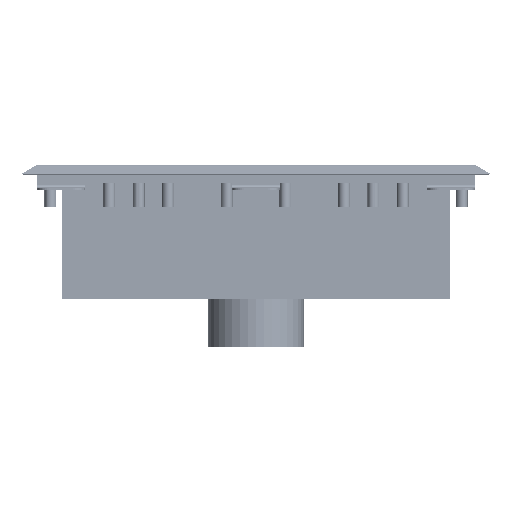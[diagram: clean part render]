
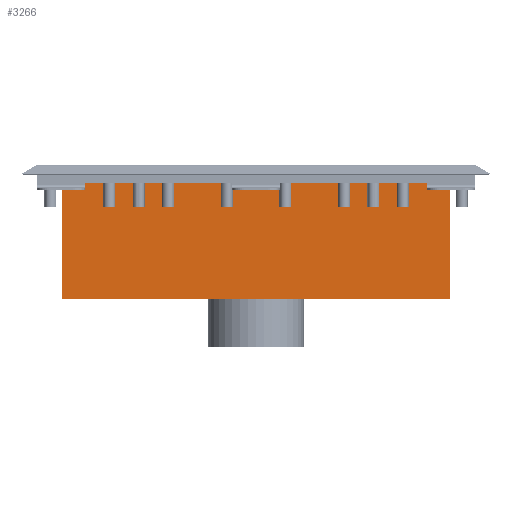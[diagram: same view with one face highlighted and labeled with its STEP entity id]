
A CAD part, front view. The second image highlights one B-rep face of the part: STEP entity #3266.
In plain terms, the highlighted planar face has unit normal (0, -1, 0).
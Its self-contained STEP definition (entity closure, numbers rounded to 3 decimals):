
#3266=ADVANCED_FACE('',(#18607),#18609,.T.);
#18607=FACE_BOUND('',#18608,.T.);
#18608=EDGE_LOOP('',(#88081,#88082,#88083,#88084));
#18609=PLANE('',#18610);
#18610=AXIS2_PLACEMENT_3D('',#18611,#18612,#18613);
#18611=CARTESIAN_POINT('',(160.5,-161.7,-3.));
#18612=DIRECTION('',(0.,-1.,0.));
#18613=DIRECTION('',(-1.,0.,0.));
#88081=ORIENTED_EDGE('',*,*,#115998,.T.);
#88082=ORIENTED_EDGE('',*,*,#116002,.T.);
#88083=ORIENTED_EDGE('',*,*,#115990,.F.);
#88084=ORIENTED_EDGE('',*,*,#116003,.F.);
#115990=EDGE_CURVE('',#130188,#130189,#130190,.T.);
#115998=EDGE_CURVE('',#130199,#130203,#130205,.T.);
#116002=EDGE_CURVE('',#130203,#130189,#130210,.T.);
#116003=EDGE_CURVE('',#130199,#130188,#130211,.T.);
#130188=VERTEX_POINT('',#158096);
#130189=VERTEX_POINT('',#158097);
#130190=LINE('',#158098,#158099);
#130199=VERTEX_POINT('',#158118);
#130203=VERTEX_POINT('',#158126);
#130205=LINE('',#158130,#158131);
#130210=LINE('',#158145,#158146);
#130211=LINE('',#158148,#158149);
#158096=CARTESIAN_POINT('',(161.7,-161.7,-100.));
#158097=CARTESIAN_POINT('',(-161.7,-161.7,-100.));
#158098=CARTESIAN_POINT('',(161.7,-161.7,-100.));
#158099=VECTOR('',#158100,1.);
#158100=DIRECTION('',(-1.,0.,0.));
#158118=CARTESIAN_POINT('',(161.7,-161.7,-3.));
#158126=CARTESIAN_POINT('',(-161.7,-161.7,-3.));
#158130=CARTESIAN_POINT('',(161.7,-161.7,-3.));
#158131=VECTOR('',#158132,1.);
#158132=DIRECTION('',(-1.,0.,0.));
#158145=CARTESIAN_POINT('',(-161.7,-161.7,-3.));
#158146=VECTOR('',#158147,1.);
#158147=DIRECTION('',(0.,0.,-1.));
#158148=CARTESIAN_POINT('',(161.7,-161.7,-3.));
#158149=VECTOR('',#158150,1.);
#158150=DIRECTION('',(0.,0.,-1.));
